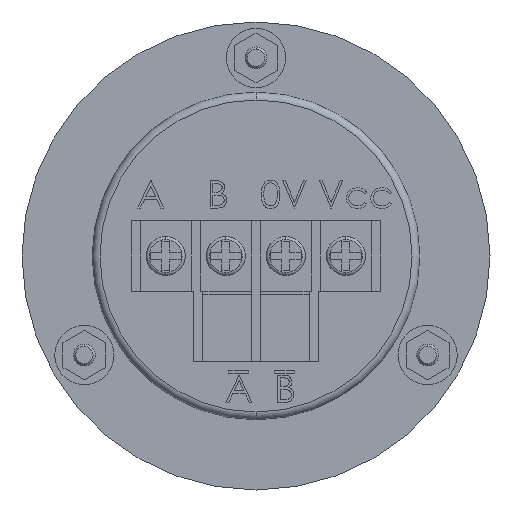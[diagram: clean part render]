
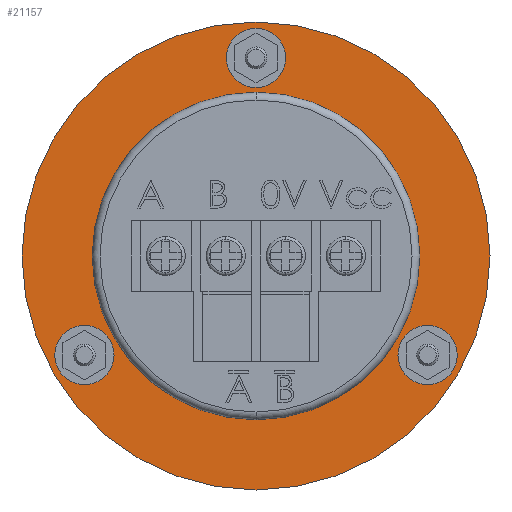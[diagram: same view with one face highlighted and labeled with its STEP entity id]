
A CAD part, front view. The second image highlights one B-rep face of the part: STEP entity #21157.
In plain terms, the highlighted planar face has unit normal (0, -1, 0).
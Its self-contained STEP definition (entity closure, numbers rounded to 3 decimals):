
#239 = EDGE_CURVE ( 'NONE', #11386, #17038, #4540, .T. ) ;
#275 = CIRCLE ( 'NONE', #3658, 3.8 ) ;
#323 = EDGE_CURVE ( 'NONE', #3530, #459, #23534, .T. ) ;
#459 = VERTEX_POINT ( 'NONE', #15491 ) ;
#473 = AXIS2_PLACEMENT_3D ( 'NONE', #10255, #20713, #24536 ) ;
#883 = DIRECTION ( 'NONE',  ( 0., 0., 1. ) ) ;
#903 = VERTEX_POINT ( 'NONE', #12013 ) ;
#1399 = DIRECTION ( 'NONE',  ( 0., 0., 1. ) ) ;
#1512 = AXIS2_PLACEMENT_3D ( 'NONE', #20510, #2275, #8743 ) ;
#1671 = AXIS2_PLACEMENT_3D ( 'NONE', #3005, #3251, #883 ) ;
#2275 = DIRECTION ( 'NONE',  ( 0., -1., 0. ) ) ;
#2565 = DIRECTION ( 'NONE',  ( 0., 0., 1. ) ) ;
#3005 = CARTESIAN_POINT ( 'NONE',  ( 0., 0., 0. ) ) ;
#3099 = EDGE_LOOP ( 'NONE', ( #10520, #25170 ) ) ;
#3251 = DIRECTION ( 'NONE',  ( 0., 1., 0. ) ) ;
#3530 = VERTEX_POINT ( 'NONE', #11110 ) ;
#3658 = AXIS2_PLACEMENT_3D ( 'NONE', #24710, #4233, #22882 ) ;
#3847 = CIRCLE ( 'NONE', #473, 3.8 ) ;
#4233 = DIRECTION ( 'NONE',  ( 0., -1., 0. ) ) ;
#4540 = CIRCLE ( 'NONE', #9582, 3.8 ) ;
#4789 = EDGE_CURVE ( 'NONE', #25474, #26090, #3847, .T. ) ;
#4977 = CIRCLE ( 'NONE', #17216, 21. ) ;
#5647 = DIRECTION ( 'NONE',  ( 0., 0., 1. ) ) ;
#5827 = AXIS2_PLACEMENT_3D ( 'NONE', #12615, #24247, #16301 ) ;
#7850 = CARTESIAN_POINT ( 'NONE',  ( 0., 0., 0. ) ) ;
#8230 = EDGE_CURVE ( 'NONE', #903, #12705, #4977, .T. ) ;
#8743 = DIRECTION ( 'NONE',  ( 0., 0., 1. ) ) ;
#8764 = ORIENTED_EDGE ( 'NONE', *, *, #11475, .F. ) ;
#8934 = FACE_OUTER_BOUND ( 'NONE', #15345, .T. ) ;
#9026 = DIRECTION ( 'NONE',  ( 0., 0., 1. ) ) ;
#9297 = ORIENTED_EDGE ( 'NONE', *, *, #20336, .F. ) ;
#9582 = AXIS2_PLACEMENT_3D ( 'NONE', #20671, #19083, #9026 ) ;
#9868 = CARTESIAN_POINT ( 'NONE',  ( -21.997, 0., -8.9 ) ) ;
#10079 = AXIS2_PLACEMENT_3D ( 'NONE', #7850, #25963, #1399 ) ;
#10103 = CARTESIAN_POINT ( 'NONE',  ( 21.997, 0., -8.9 ) ) ;
#10255 = CARTESIAN_POINT ( 'NONE',  ( -21.997, 0., -12.7 ) ) ;
#10520 = ORIENTED_EDGE ( 'NONE', *, *, #25945, .F. ) ;
#10521 = CARTESIAN_POINT ( 'NONE',  ( 0., 0., 25.4 ) ) ;
#10657 = DIRECTION ( 'NONE',  ( 0., -1., 0. ) ) ;
#10906 = AXIS2_PLACEMENT_3D ( 'NONE', #11373, #10987, #11503 ) ;
#10987 = DIRECTION ( 'NONE',  ( 0., -1., 0. ) ) ;
#11055 = FACE_BOUND ( 'NONE', #3099, .T. ) ;
#11110 = CARTESIAN_POINT ( 'NONE',  ( 0., 0., 30. ) ) ;
#11222 = EDGE_LOOP ( 'NONE', ( #19884, #18750 ) ) ;
#11373 = CARTESIAN_POINT ( 'NONE',  ( 21.997, 0., -12.7 ) ) ;
#11386 = VERTEX_POINT ( 'NONE', #10103 ) ;
#11475 = EDGE_CURVE ( 'NONE', #459, #3530, #23173, .T. ) ;
#11503 = DIRECTION ( 'NONE',  ( 0., 0., 1. ) ) ;
#11656 = CIRCLE ( 'NONE', #19260, 3.8 ) ;
#11765 = VERTEX_POINT ( 'NONE', #17548 ) ;
#12013 = CARTESIAN_POINT ( 'NONE',  ( 0., 0., -21. ) ) ;
#12615 = CARTESIAN_POINT ( 'NONE',  ( 0., 0., 0. ) ) ;
#12705 = VERTEX_POINT ( 'NONE', #21619 ) ;
#13495 = EDGE_LOOP ( 'NONE', ( #22977, #14776 ) ) ;
#14776 = ORIENTED_EDGE ( 'NONE', *, *, #17361, .F. ) ;
#15001 = FACE_BOUND ( 'NONE', #11222, .T. ) ;
#15172 = ORIENTED_EDGE ( 'NONE', *, *, #8230, .F. ) ;
#15189 = CARTESIAN_POINT ( 'NONE',  ( 0., 0., 21.6 ) ) ;
#15263 = CARTESIAN_POINT ( 'NONE',  ( -21.997, 0., -16.5 ) ) ;
#15345 = EDGE_LOOP ( 'NONE', ( #8764, #16665 ) ) ;
#15491 = CARTESIAN_POINT ( 'NONE',  ( 0., 0., -30. ) ) ;
#16301 = DIRECTION ( 'NONE',  ( 0., 0., 1. ) ) ;
#16656 = CARTESIAN_POINT ( 'NONE',  ( 21.997, 0., -16.5 ) ) ;
#16665 = ORIENTED_EDGE ( 'NONE', *, *, #323, .F. ) ;
#17038 = VERTEX_POINT ( 'NONE', #16656 ) ;
#17216 = AXIS2_PLACEMENT_3D ( 'NONE', #24160, #23649, #5647 ) ;
#17361 = EDGE_CURVE ( 'NONE', #17038, #11386, #22309, .T. ) ;
#17548 = CARTESIAN_POINT ( 'NONE',  ( 0., 0., 29.2 ) ) ;
#17676 = AXIS2_PLACEMENT_3D ( 'NONE', #21073, #20804, #2565 ) ;
#18724 = DIRECTION ( 'NONE',  ( 0., 0., 1. ) ) ;
#18750 = ORIENTED_EDGE ( 'NONE', *, *, #23064, .F. ) ;
#19083 = DIRECTION ( 'NONE',  ( 0., -1., 0. ) ) ;
#19260 = AXIS2_PLACEMENT_3D ( 'NONE', #10521, #10657, #18724 ) ;
#19372 = PLANE ( 'NONE',  #1671 ) ;
#19884 = ORIENTED_EDGE ( 'NONE', *, *, #23845, .F. ) ;
#20111 = CIRCLE ( 'NONE', #1512, 3.8 ) ;
#20336 = EDGE_CURVE ( 'NONE', #12705, #903, #23615, .T. ) ;
#20510 = CARTESIAN_POINT ( 'NONE',  ( 0., 0., 25.4 ) ) ;
#20671 = CARTESIAN_POINT ( 'NONE',  ( 21.997, 0., -12.7 ) ) ;
#20713 = DIRECTION ( 'NONE',  ( 0., -1., 0. ) ) ;
#20804 = DIRECTION ( 'NONE',  ( 0., 1., 0. ) ) ;
#21073 = CARTESIAN_POINT ( 'NONE',  ( 0., 0., 0. ) ) ;
#21112 = FACE_BOUND ( 'NONE', #13495, .T. ) ;
#21157 = ADVANCED_FACE ( 'NONE', ( #11055, #21112, #15001, #24936, #8934 ), #19372, .F. ) ;
#21619 = CARTESIAN_POINT ( 'NONE',  ( 0., 0., 21. ) ) ;
#22309 = CIRCLE ( 'NONE', #10906, 3.8 ) ;
#22882 = DIRECTION ( 'NONE',  ( 0., 0., 1. ) ) ;
#22977 = ORIENTED_EDGE ( 'NONE', *, *, #239, .F. ) ;
#23064 = EDGE_CURVE ( 'NONE', #25111, #11765, #11656, .T. ) ;
#23173 = CIRCLE ( 'NONE', #5827, 30. ) ;
#23534 = CIRCLE ( 'NONE', #17676, 30. ) ;
#23615 = CIRCLE ( 'NONE', #10079, 21. ) ;
#23649 = DIRECTION ( 'NONE',  ( 0., -1., 0. ) ) ;
#23845 = EDGE_CURVE ( 'NONE', #11765, #25111, #20111, .T. ) ;
#24160 = CARTESIAN_POINT ( 'NONE',  ( 0., 0., 0. ) ) ;
#24247 = DIRECTION ( 'NONE',  ( 0., 1., 0. ) ) ;
#24536 = DIRECTION ( 'NONE',  ( 0., 0., 1. ) ) ;
#24676 = EDGE_LOOP ( 'NONE', ( #9297, #15172 ) ) ;
#24710 = CARTESIAN_POINT ( 'NONE',  ( -21.997, 0., -12.7 ) ) ;
#24936 = FACE_BOUND ( 'NONE', #24676, .T. ) ;
#25111 = VERTEX_POINT ( 'NONE', #15189 ) ;
#25170 = ORIENTED_EDGE ( 'NONE', *, *, #4789, .F. ) ;
#25474 = VERTEX_POINT ( 'NONE', #15263 ) ;
#25945 = EDGE_CURVE ( 'NONE', #26090, #25474, #275, .T. ) ;
#25963 = DIRECTION ( 'NONE',  ( 0., -1., 0. ) ) ;
#26090 = VERTEX_POINT ( 'NONE', #9868 ) ;
